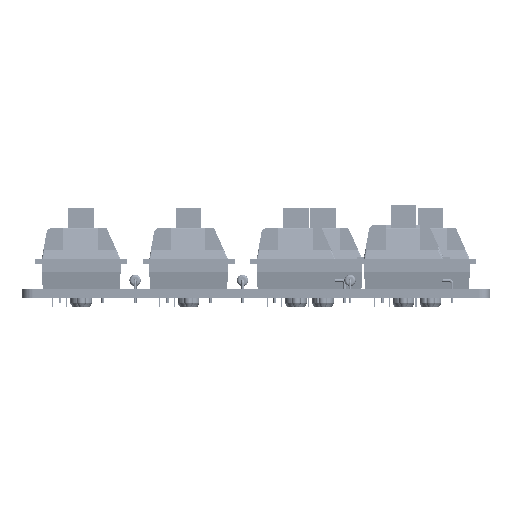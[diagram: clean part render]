
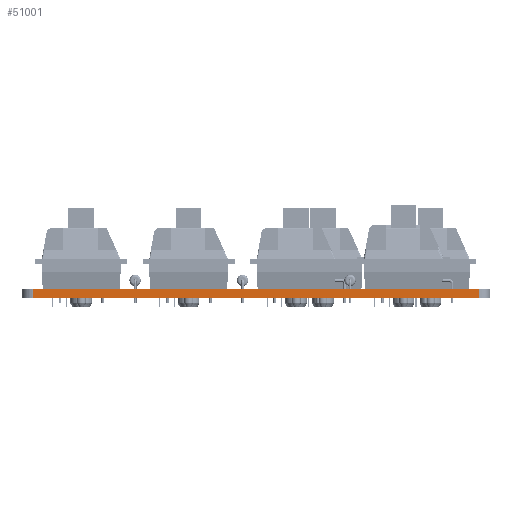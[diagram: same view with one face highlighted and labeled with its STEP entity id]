
A CAD part, left-side view. The second image highlights one B-rep face of the part: STEP entity #51001.
In plain terms, the highlighted planar face has unit normal (-1, 0, 0).
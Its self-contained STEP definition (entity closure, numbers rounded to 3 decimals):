
#10861 = PLANE('',#10862);
#10862 = AXIS2_PLACEMENT_3D('',#10863,#10864,#10865);
#10863 = CARTESIAN_POINT('',(212.381,-142.856,1.6));
#10864 = DIRECTION('',(-0.,-0.,-1.));
#10865 = DIRECTION('',(-1.,0.,0.));
#10915 = PLANE('',#10916);
#10916 = AXIS2_PLACEMENT_3D('',#10917,#10918,#10919);
#10917 = CARTESIAN_POINT('',(212.381,-142.856,0.));
#10918 = DIRECTION('',(-0.,-0.,-1.));
#10919 = DIRECTION('',(-1.,0.,0.));
#11948 = VERTEX_POINT('',#11949);
#11949 = CARTESIAN_POINT('',(66.125,-182.338,0.));
#11963 = PLANE('',#11964);
#11964 = AXIS2_PLACEMENT_3D('',#11965,#11966,#11967);
#11965 = CARTESIAN_POINT('',(66.145,-182.622,0.));
#11966 = DIRECTION('',(-0.997,-0.071,0.));
#11967 = DIRECTION('',(-0.071,0.997,0.));
#11975 = EDGE_CURVE('',#11948,#11976,#11978,.T.);
#11976 = VERTEX_POINT('',#11977);
#11977 = CARTESIAN_POINT('',(66.125,-103.375,0.));
#11978 = SURFACE_CURVE('',#11979,(#11983,#11990),.PCURVE_S1.);
#11979 = LINE('',#11980,#11981);
#11980 = CARTESIAN_POINT('',(66.125,-182.338,0.));
#11981 = VECTOR('',#11982,1.);
#11982 = DIRECTION('',(0.,1.,0.));
#11983 = PCURVE('',#10915,#11984);
#11984 = DEFINITIONAL_REPRESENTATION('',(#11985),#11989);
#11985 = LINE('',#11986,#11987);
#11986 = CARTESIAN_POINT('',(146.256,-39.481));
#11987 = VECTOR('',#11988,1.);
#11988 = DIRECTION('',(0.,1.));
#11989 = ( GEOMETRIC_REPRESENTATION_CONTEXT(2) 
PARAMETRIC_REPRESENTATION_CONTEXT() REPRESENTATION_CONTEXT('2D SPACE',''
  ) );
#11990 = PCURVE('',#11991,#11996);
#11991 = PLANE('',#11992);
#11992 = AXIS2_PLACEMENT_3D('',#11993,#11994,#11995);
#11993 = CARTESIAN_POINT('',(66.125,-182.338,0.));
#11994 = DIRECTION('',(-1.,0.,0.));
#11995 = DIRECTION('',(0.,1.,0.));
#11996 = DEFINITIONAL_REPRESENTATION('',(#11997),#12001);
#11997 = LINE('',#11998,#11999);
#11998 = CARTESIAN_POINT('',(0.,0.));
#11999 = VECTOR('',#12000,1.);
#12000 = DIRECTION('',(1.,0.));
#12001 = ( GEOMETRIC_REPRESENTATION_CONTEXT(2) 
PARAMETRIC_REPRESENTATION_CONTEXT() REPRESENTATION_CONTEXT('2D SPACE',''
  ) );
#12019 = PLANE('',#12020);
#12020 = AXIS2_PLACEMENT_3D('',#12021,#12022,#12023);
#12021 = CARTESIAN_POINT('',(66.125,-103.375,0.));
#12022 = DIRECTION('',(-0.997,0.071,0.));
#12023 = DIRECTION('',(0.071,0.997,0.));
#32988 = VERTEX_POINT('',#32989);
#32989 = CARTESIAN_POINT('',(66.125,-182.338,1.6));
#33010 = EDGE_CURVE('',#32988,#33011,#33013,.T.);
#33011 = VERTEX_POINT('',#33012);
#33012 = CARTESIAN_POINT('',(66.125,-103.375,1.6));
#33013 = SURFACE_CURVE('',#33014,(#33018,#33025),.PCURVE_S1.);
#33014 = LINE('',#33015,#33016);
#33015 = CARTESIAN_POINT('',(66.125,-182.338,1.6));
#33016 = VECTOR('',#33017,1.);
#33017 = DIRECTION('',(0.,1.,0.));
#33018 = PCURVE('',#10861,#33019);
#33019 = DEFINITIONAL_REPRESENTATION('',(#33020),#33024);
#33020 = LINE('',#33021,#33022);
#33021 = CARTESIAN_POINT('',(146.256,-39.481));
#33022 = VECTOR('',#33023,1.);
#33023 = DIRECTION('',(0.,1.));
#33024 = ( GEOMETRIC_REPRESENTATION_CONTEXT(2) 
PARAMETRIC_REPRESENTATION_CONTEXT() REPRESENTATION_CONTEXT('2D SPACE',''
  ) );
#33025 = PCURVE('',#11991,#33026);
#33026 = DEFINITIONAL_REPRESENTATION('',(#33027),#33031);
#33027 = LINE('',#33028,#33029);
#33028 = CARTESIAN_POINT('',(0.,-1.6));
#33029 = VECTOR('',#33030,1.);
#33030 = DIRECTION('',(1.,0.));
#33031 = ( GEOMETRIC_REPRESENTATION_CONTEXT(2) 
PARAMETRIC_REPRESENTATION_CONTEXT() REPRESENTATION_CONTEXT('2D SPACE',''
  ) );
#50951 = EDGE_CURVE('',#11976,#33011,#50952,.T.);
#50952 = SURFACE_CURVE('',#50953,(#50957,#50964),.PCURVE_S1.);
#50953 = LINE('',#50954,#50955);
#50954 = CARTESIAN_POINT('',(66.125,-103.375,0.));
#50955 = VECTOR('',#50956,1.);
#50956 = DIRECTION('',(0.,0.,1.));
#50957 = PCURVE('',#12019,#50958);
#50958 = DEFINITIONAL_REPRESENTATION('',(#50959),#50963);
#50959 = LINE('',#50960,#50961);
#50960 = CARTESIAN_POINT('',(0.,0.));
#50961 = VECTOR('',#50962,1.);
#50962 = DIRECTION('',(0.,-1.));
#50963 = ( GEOMETRIC_REPRESENTATION_CONTEXT(2) 
PARAMETRIC_REPRESENTATION_CONTEXT() REPRESENTATION_CONTEXT('2D SPACE',''
  ) );
#50964 = PCURVE('',#11991,#50965);
#50965 = DEFINITIONAL_REPRESENTATION('',(#50966),#50970);
#50966 = LINE('',#50967,#50968);
#50967 = CARTESIAN_POINT('',(78.963,0.));
#50968 = VECTOR('',#50969,1.);
#50969 = DIRECTION('',(0.,-1.));
#50970 = ( GEOMETRIC_REPRESENTATION_CONTEXT(2) 
PARAMETRIC_REPRESENTATION_CONTEXT() REPRESENTATION_CONTEXT('2D SPACE',''
  ) );
#51001 = ADVANCED_FACE('',(#51002),#11991,.T.);
#51002 = FACE_BOUND('',#51003,.T.);
#51003 = EDGE_LOOP('',(#51004,#51025,#51026,#51027));
#51004 = ORIENTED_EDGE('',*,*,#51005,.T.);
#51005 = EDGE_CURVE('',#11948,#32988,#51006,.T.);
#51006 = SURFACE_CURVE('',#51007,(#51011,#51018),.PCURVE_S1.);
#51007 = LINE('',#51008,#51009);
#51008 = CARTESIAN_POINT('',(66.125,-182.338,0.));
#51009 = VECTOR('',#51010,1.);
#51010 = DIRECTION('',(0.,0.,1.));
#51011 = PCURVE('',#11991,#51012);
#51012 = DEFINITIONAL_REPRESENTATION('',(#51013),#51017);
#51013 = LINE('',#51014,#51015);
#51014 = CARTESIAN_POINT('',(0.,0.));
#51015 = VECTOR('',#51016,1.);
#51016 = DIRECTION('',(0.,-1.));
#51017 = ( GEOMETRIC_REPRESENTATION_CONTEXT(2) 
PARAMETRIC_REPRESENTATION_CONTEXT() REPRESENTATION_CONTEXT('2D SPACE',''
  ) );
#51018 = PCURVE('',#11963,#51019);
#51019 = DEFINITIONAL_REPRESENTATION('',(#51020),#51024);
#51020 = LINE('',#51021,#51022);
#51021 = CARTESIAN_POINT('',(0.285,0.));
#51022 = VECTOR('',#51023,1.);
#51023 = DIRECTION('',(0.,-1.));
#51024 = ( GEOMETRIC_REPRESENTATION_CONTEXT(2) 
PARAMETRIC_REPRESENTATION_CONTEXT() REPRESENTATION_CONTEXT('2D SPACE',''
  ) );
#51025 = ORIENTED_EDGE('',*,*,#33010,.T.);
#51026 = ORIENTED_EDGE('',*,*,#50951,.F.);
#51027 = ORIENTED_EDGE('',*,*,#11975,.F.);
